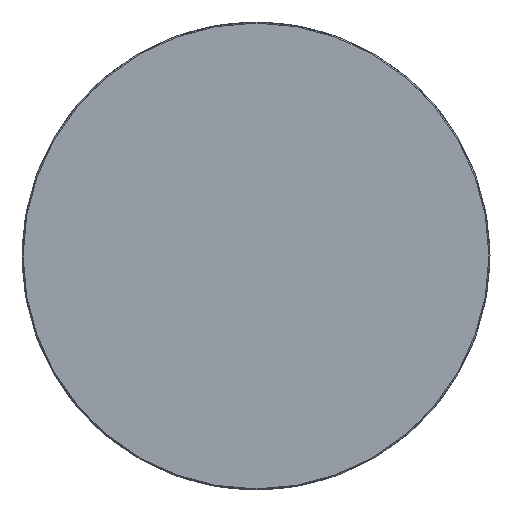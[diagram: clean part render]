
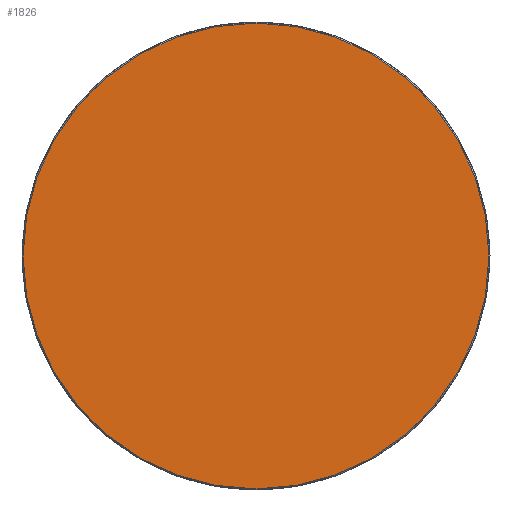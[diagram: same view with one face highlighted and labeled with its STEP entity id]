
A CAD part, left-side view. The second image highlights one B-rep face of the part: STEP entity #1826.
In plain terms, the highlighted planar face has unit normal (-1, 0, 0).
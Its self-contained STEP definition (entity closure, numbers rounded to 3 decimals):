
#197 = FACE_OUTER_BOUND ( 'NONE', #1695, .T. ) ;
#450 = EDGE_CURVE ( 'NONE', #3958, #969, #3866, .T. ) ;
#650 = CIRCLE ( 'NONE', #1589, 105.5 ) ;
#770 = DIRECTION ( 'NONE',  ( 0., 0., -1. ) ) ;
#969 = VERTEX_POINT ( 'NONE', #1061 ) ;
#1061 = CARTESIAN_POINT ( 'NONE',  ( -190.3, 0., -105.5 ) ) ;
#1589 = AXIS2_PLACEMENT_3D ( 'NONE', #2645, #3525, #2930 ) ;
#1695 = EDGE_LOOP ( 'NONE', ( #2560, #3056 ) ) ;
#1698 = CARTESIAN_POINT ( 'NONE',  ( -190.3, -106.766, 106.766 ) ) ;
#1704 = EDGE_CURVE ( 'NONE', #969, #3958, #650, .T. ) ;
#1826 = ADVANCED_FACE ( 'NONE', ( #197 ), #2398, .F. ) ;
#1840 = AXIS2_PLACEMENT_3D ( 'NONE', #2186, #2780, #3091 ) ;
#2161 = AXIS2_PLACEMENT_3D ( 'NONE', #1698, #3896, #770 ) ;
#2186 = CARTESIAN_POINT ( 'NONE',  ( -190.3, 0., 0. ) ) ;
#2398 = PLANE ( 'NONE',  #2161 ) ;
#2560 = ORIENTED_EDGE ( 'NONE', *, *, #1704, .T. ) ;
#2645 = CARTESIAN_POINT ( 'NONE',  ( -190.3, 0., 0. ) ) ;
#2780 = DIRECTION ( 'NONE',  ( -1., 0., 0. ) ) ;
#2930 = DIRECTION ( 'NONE',  ( 0., 0., -1. ) ) ;
#3056 = ORIENTED_EDGE ( 'NONE', *, *, #450, .T. ) ;
#3091 = DIRECTION ( 'NONE',  ( 0., 0., -1. ) ) ;
#3525 = DIRECTION ( 'NONE',  ( -1., 0., 0. ) ) ;
#3628 = CARTESIAN_POINT ( 'NONE',  ( -190.3, 0., 105.5 ) ) ;
#3866 = CIRCLE ( 'NONE', #1840, 105.5 ) ;
#3896 = DIRECTION ( 'NONE',  ( 1., 0., 0. ) ) ;
#3958 = VERTEX_POINT ( 'NONE', #3628 ) ;
